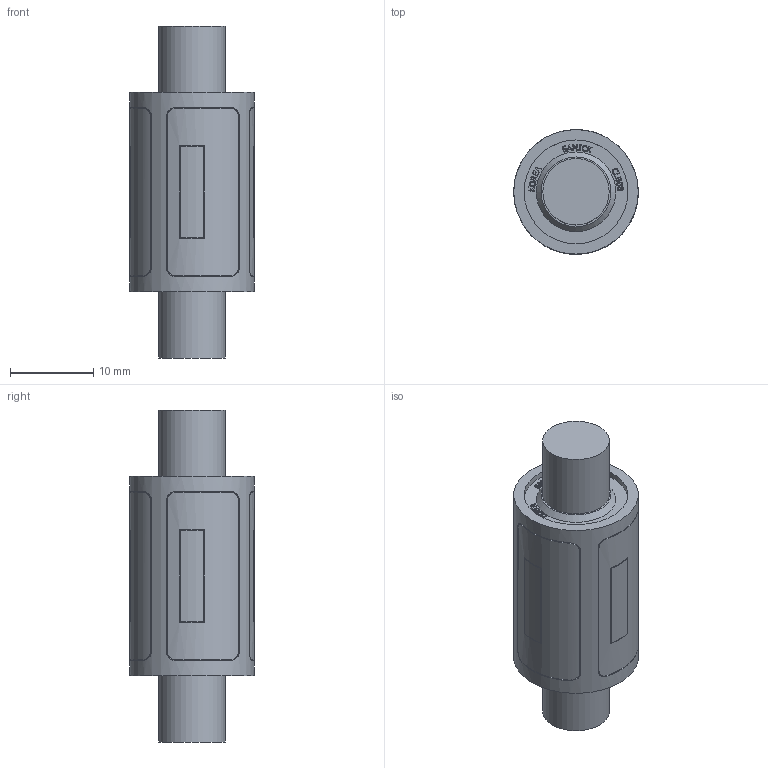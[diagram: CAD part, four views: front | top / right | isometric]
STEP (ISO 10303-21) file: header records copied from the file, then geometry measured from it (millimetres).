
FILE_DESCRIPTION(/* description */ (''),/* implementation_level */ '2;1');
FILE_NAME(/* name */ 'CLB 08 UU.stp',/* time_stamp */ '2017-12-22T13:15:35+09:00',/* author */ ('Administrator'),/* organization */ (''),/* preprocessor_version */ 'ST-DEVELOPER v15.6',/* originating_system */ 'Autodesk Inventor 2015',/* authorisation */ '');
FILE_SCHEMA (('AUTOMOTIVE_DESIGN { 1 0 10303 214 3 1 1 }'));
Length unit declared in the file: millimetre
Products named in the file (1): CLB 08 UU
Bounding box: 15 x 15 x 40 mm (x, y, z)
Volume: 4876.7 mm3; surface area: 3689.6 mm2
Topology: 1 solids, 3 shells, 659 faces, 1754 edges, 1170 vertices
Faces by surface type: plane 380, bspline 228, cylinder 47, cone 4
Full cylindrical faces by diameter (mm): 8 x4, 12.5 x2, 15 x1
Entity records: 21676 total; most frequent: CARTESIAN_POINT 6844, ORIENTED_EDGE 3472, DIRECTION 2196, EDGE_CURVE 1736, LINE 1164, VECTOR 1164, VERTEX_POINT 1164, EDGE_LOOP 744
